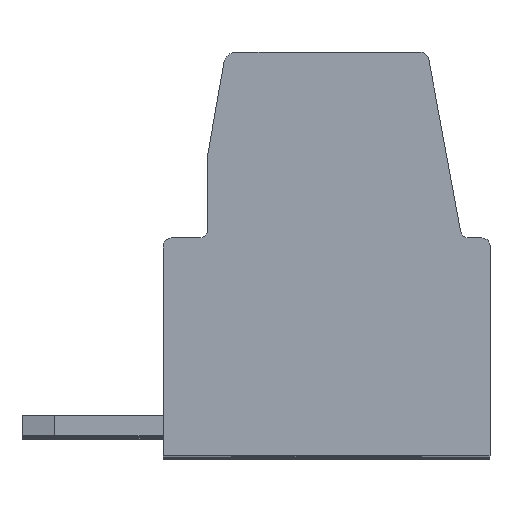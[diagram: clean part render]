
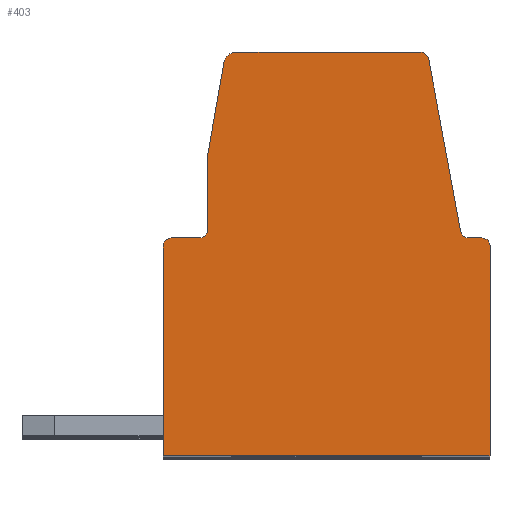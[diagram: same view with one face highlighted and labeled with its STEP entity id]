
A CAD part, top view. The second image highlights one B-rep face of the part: STEP entity #403.
In plain terms, the highlighted planar face has unit normal (0, 0, 1).
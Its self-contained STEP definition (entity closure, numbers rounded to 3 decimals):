
#403 = ADVANCED_FACE( '', ( #874 ), #875, .F. );
#874 = FACE_OUTER_BOUND( '', #1448, .T. );
#875 = PLANE( '', #1449 );
#1448 = EDGE_LOOP( '', ( #2311, #2312, #2313, #2314, #2315, #2316, #2317, #2318, #2319, #2320, #2321, #2322, #2323, #2324, #2325 ) );
#1449 = AXIS2_PLACEMENT_3D( '', #2326, #2327, #2328 );
#2311 = ORIENTED_EDGE( '', *, *, #3908, .T. );
#2312 = ORIENTED_EDGE( '', *, *, #3909, .T. );
#2313 = ORIENTED_EDGE( '', *, *, #3910, .F. );
#2314 = ORIENTED_EDGE( '', *, *, #3911, .T. );
#2315 = ORIENTED_EDGE( '', *, *, #3912, .T. );
#2316 = ORIENTED_EDGE( '', *, *, #3913, .T. );
#2317 = ORIENTED_EDGE( '', *, *, #3806, .T. );
#2318 = ORIENTED_EDGE( '', *, *, #3914, .T. );
#2319 = ORIENTED_EDGE( '', *, *, #3787, .F. );
#2320 = ORIENTED_EDGE( '', *, *, #3915, .T. );
#2321 = ORIENTED_EDGE( '', *, *, #3916, .F. );
#2322 = ORIENTED_EDGE( '', *, *, #3917, .T. );
#2323 = ORIENTED_EDGE( '', *, *, #3849, .T. );
#2324 = ORIENTED_EDGE( '', *, *, #3918, .F. );
#2325 = ORIENTED_EDGE( '', *, *, #3666, .F. );
#2326 = CARTESIAN_POINT( '', ( 0.81, -4.4, 0. ) );
#2327 = DIRECTION( '', ( 0., 0., -1. ) );
#2328 = DIRECTION( '', ( 0., 1., 0. ) );
#3666 = EDGE_CURVE( '', #4395, #4397, #4398, .T. );
#3787 = EDGE_CURVE( '', #4614, #4616, #4617, .T. );
#3806 = EDGE_CURVE( '', #4645, #4646, #4647, .T. );
#3849 = EDGE_CURVE( '', #4716, #4718, #4720, .T. );
#3908 = EDGE_CURVE( '', #4395, #4815, #4816, .T. );
#3909 = EDGE_CURVE( '', #4815, #4817, #4818, .T. );
#3910 = EDGE_CURVE( '', #4819, #4817, #4820, .T. );
#3911 = EDGE_CURVE( '', #4819, #4821, #4822, .T. );
#3912 = EDGE_CURVE( '', #4821, #4823, #4824, .T. );
#3913 = EDGE_CURVE( '', #4823, #4645, #4825, .T. );
#3914 = EDGE_CURVE( '', #4646, #4616, #4826, .T. );
#3915 = EDGE_CURVE( '', #4614, #4827, #4828, .T. );
#3916 = EDGE_CURVE( '', #4829, #4827, #4830, .T. );
#3917 = EDGE_CURVE( '', #4829, #4716, #4831, .T. );
#3918 = EDGE_CURVE( '', #4397, #4718, #4832, .T. );
#4395 = VERTEX_POINT( '', #5459 );
#4397 = VERTEX_POINT( '', #5462 );
#4398 = CIRCLE( '', #5463, 0.3 );
#4614 = VERTEX_POINT( '', #5772 );
#4616 = VERTEX_POINT( '', #5775 );
#4617 = CIRCLE( '', #5776, 0.2 );
#4645 = VERTEX_POINT( '', #5816 );
#4646 = VERTEX_POINT( '', #5817 );
#4647 = LINE( '', #5818, #5819 );
#4716 = VERTEX_POINT( '', #5911 );
#4718 = VERTEX_POINT( '', #5914 );
#4720 = CIRCLE( '', #5917, 0.2 );
#4815 = VERTEX_POINT( '', #6054 );
#4816 = LINE( '', #6055, #6056 );
#4817 = VERTEX_POINT( '', #6057 );
#4818 = LINE( '', #6058, #6059 );
#4819 = VERTEX_POINT( '', #6060 );
#4820 = CIRCLE( '', #6061, 0.2 );
#4821 = VERTEX_POINT( '', #6062 );
#4822 = LINE( '', #6063, #6064 );
#4823 = VERTEX_POINT( '', #6065 );
#4824 = CIRCLE( '', #6066, 0.2 );
#4825 = LINE( '', #6067, #6068 );
#4826 = LINE( '', #6069, #6070 );
#4827 = VERTEX_POINT( '', #6071 );
#4828 = LINE( '', #6072, #6073 );
#4829 = VERTEX_POINT( '', #6074 );
#4830 = CIRCLE( '', #6075, 0.2 );
#4831 = LINE( '', #6076, #6077 );
#4832 = LINE( '', #6078, #6079 );
#5459 = CARTESIAN_POINT( '', ( -6.594, 9.752, 0. ) );
#5462 = CARTESIAN_POINT( '', ( -6.298, 10., 0. ) );
#5463 = AXIS2_PLACEMENT_3D( '', #6892, #6893, #6894 );
#5772 = CARTESIAN_POINT( '', ( -0.2, 5.4, 0. ) );
#5775 = CARTESIAN_POINT( '', ( 0., 5.2, 0. ) );
#5776 = AXIS2_PLACEMENT_3D( '', #7022, #7023, #7024 );
#5816 = CARTESIAN_POINT( '', ( -8.1, 0., 0. ) );
#5817 = CARTESIAN_POINT( '', ( 0., 0., 0. ) );
#5818 = CARTESIAN_POINT( '', ( -16.414, 0., 0. ) );
#5819 = VECTOR( '', #7040, 1000. );
#5911 = CARTESIAN_POINT( '', ( -1.52, 9.836, 0. ) );
#5914 = CARTESIAN_POINT( '', ( -1.716, 10., 0. ) );
#5917 = AXIS2_PLACEMENT_3D( '', #7093, #7094, #7095 );
#6054 = CARTESIAN_POINT( '', ( -7., 7.448, 0. ) );
#6055 = CARTESIAN_POINT( '', ( -11.564, -18.438, 0. ) );
#6056 = VECTOR( '', #7144, 1000. );
#6057 = CARTESIAN_POINT( '', ( -7., 5.6, 0. ) );
#6058 = CARTESIAN_POINT( '', ( -7., -18.438, 0. ) );
#6059 = VECTOR( '', #7145, 1000. );
#6060 = CARTESIAN_POINT( '', ( -7.2, 5.4, 0. ) );
#6061 = AXIS2_PLACEMENT_3D( '', #7146, #7147, #7148 );
#6062 = CARTESIAN_POINT( '', ( -7.9, 5.4, 0. ) );
#6063 = CARTESIAN_POINT( '', ( -16.414, 5.4, 0. ) );
#6064 = VECTOR( '', #7149, 1000. );
#6065 = CARTESIAN_POINT( '', ( -8.1, 5.2, 0. ) );
#6066 = AXIS2_PLACEMENT_3D( '', #7150, #7151, #7152 );
#6067 = CARTESIAN_POINT( '', ( -8.1, -18.438, 0. ) );
#6068 = VECTOR( '', #7153, 1000. );
#6069 = CARTESIAN_POINT( '', ( 0., -18.438, 0. ) );
#6070 = VECTOR( '', #7154, 1000. );
#6071 = CARTESIAN_POINT( '', ( -0.531, 5.4, 0. ) );
#6072 = CARTESIAN_POINT( '', ( -16.414, 5.4, 0. ) );
#6073 = VECTOR( '', #7155, 1000. );
#6074 = CARTESIAN_POINT( '', ( -0.728, 5.564, 0. ) );
#6075 = AXIS2_PLACEMENT_3D( '', #7156, #7157, #7158 );
#6076 = CARTESIAN_POINT( '', ( 3.721, -18.438, 0. ) );
#6077 = VECTOR( '', #7159, 1000. );
#6078 = CARTESIAN_POINT( '', ( -16.414, 10., 0. ) );
#6079 = VECTOR( '', #7160, 1000. );
#6892 = CARTESIAN_POINT( '', ( -6.298, 9.7, 0. ) );
#6893 = DIRECTION( '', ( 0., 0., -1. ) );
#6894 = DIRECTION( '', ( -1., 0., 0. ) );
#7022 = CARTESIAN_POINT( '', ( -0.2, 5.2, 0. ) );
#7023 = DIRECTION( '', ( 0., 0., -1. ) );
#7024 = DIRECTION( '', ( -1., 0., 0. ) );
#7040 = DIRECTION( '', ( 1., 0., 0. ) );
#7093 = CARTESIAN_POINT( '', ( -1.716, 9.8, 0. ) );
#7094 = DIRECTION( '', ( 0., 0., 1. ) );
#7095 = DIRECTION( '', ( 1., 0., 0. ) );
#7144 = DIRECTION( '', ( -0.174, -0.985, 0. ) );
#7145 = DIRECTION( '', ( 0., -1., 0. ) );
#7146 = CARTESIAN_POINT( '', ( -7.2, 5.6, 0. ) );
#7147 = DIRECTION( '', ( 0., 0., 1. ) );
#7148 = DIRECTION( '', ( 1., 0., 0. ) );
#7149 = DIRECTION( '', ( -1., 0., 0. ) );
#7150 = CARTESIAN_POINT( '', ( -7.9, 5.2, 0. ) );
#7151 = DIRECTION( '', ( 0., 0., 1. ) );
#7152 = DIRECTION( '', ( 1., 0., 0. ) );
#7153 = DIRECTION( '', ( 0., -1., 0. ) );
#7154 = DIRECTION( '', ( 0., 1., 0. ) );
#7155 = DIRECTION( '', ( -1., 0., 0. ) );
#7156 = CARTESIAN_POINT( '', ( -0.531, 5.6, 0. ) );
#7157 = DIRECTION( '', ( 0., 0., 1. ) );
#7158 = DIRECTION( '', ( 1., 0., 0. ) );
#7159 = DIRECTION( '', ( -0.182, 0.983, 0. ) );
#7160 = DIRECTION( '', ( 1., 0., 0. ) );
